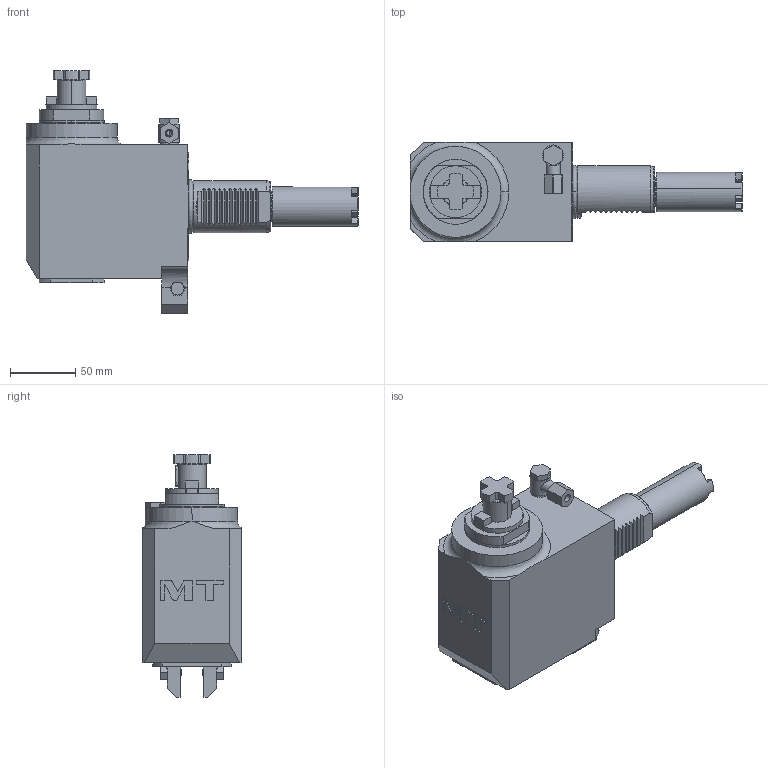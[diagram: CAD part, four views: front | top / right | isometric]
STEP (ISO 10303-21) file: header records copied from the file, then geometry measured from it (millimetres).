
FILE_DESCRIPTION((''),'2;1');
FILE_NAME('HAS0182219_CONF','2024-12-18T16:52:59',('fpalella'),('M.T. srl'),'CREO PARAMETRIC BY PTC INC, 2023352','CREO PARAMETRIC BY PTC INC, 2023352','');
FILE_SCHEMA(('CONFIG_CONTROL_DESIGN'));
Length unit declared in the file: millimetre
Products named in the file (1): HAS0182219_CONF
Bounding box: 255.25 x 76 x 186.5 mm (x, y, z)
Volume: 1192852.5 mm3; surface area: 91778.6 mm2
Topology: 1 solids, 1 shells, 375 faces, 984 edges, 633 vertices
Faces by surface type: plane 214, cylinder 101, cone 47, torus 11, extrusion 2
Entity records: 12685 total; most frequent: CARTESIAN_POINT 3587, ORIENTED_EDGE 1968, DIRECTION 1787, EDGE_CURVE 984, AXIS2_PLACEMENT_3D 637, VERTEX_POINT 633, VECTOR 513, LINE 511
